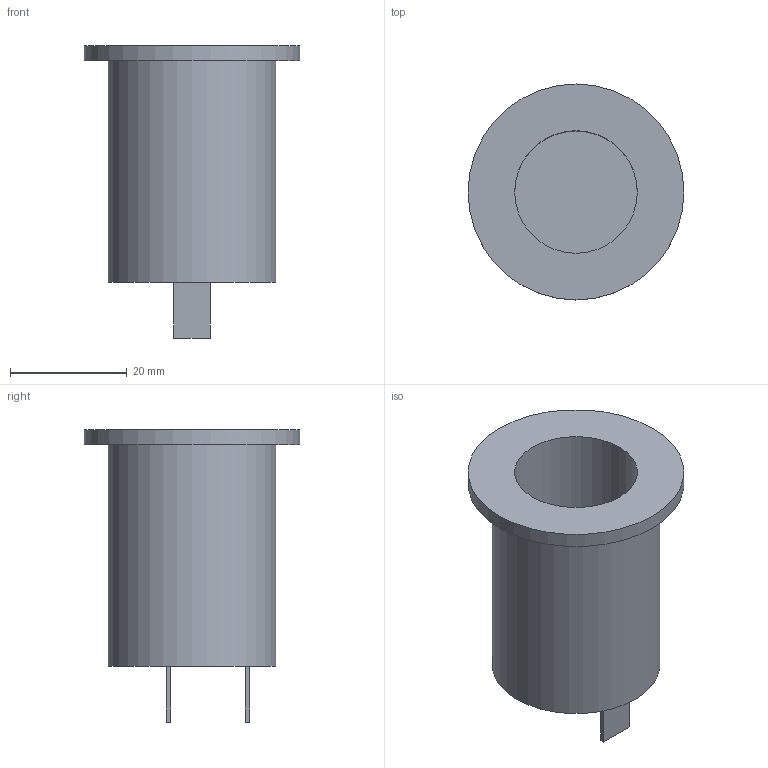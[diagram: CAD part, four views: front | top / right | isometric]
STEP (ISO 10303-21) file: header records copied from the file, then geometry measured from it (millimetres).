
FILE_DESCRIPTION(('FreeCAD Model'),'2;1');
FILE_NAME('Open CASCADE Shape Model','2025-12-05T22:28:36',(''),(''), 'Open CASCADE STEP processor 7.6','FreeCAD','Unknown');
FILE_SCHEMA(('AUTOMOTIVE_DESIGN { 1 0 10303 214 1 1 1 1 }'));
Length unit declared in the file: millimetre
Products named in the file (1): Group
Bounding box: 37 x 37 x 50.1 mm (x, y, z)
Volume: 14124.9 mm3; surface area: 8679.2 mm2
Topology: 1 solids, 1 shells, 17 faces, 33 edges, 22 vertices
Faces by surface type: plane 14, cylinder 3
Full cylindrical faces by diameter (mm): 21 x1, 28.72 x1, 37 x1
Entity records: 576 total; most frequent: DIRECTION 75, CARTESIAN_POINT 73, ORIENTED_EDGE 66, EDGE_CURVE 33, LINE 27, VECTOR 27, AXIS2_PLACEMENT_3D 24, VERTEX_POINT 22
